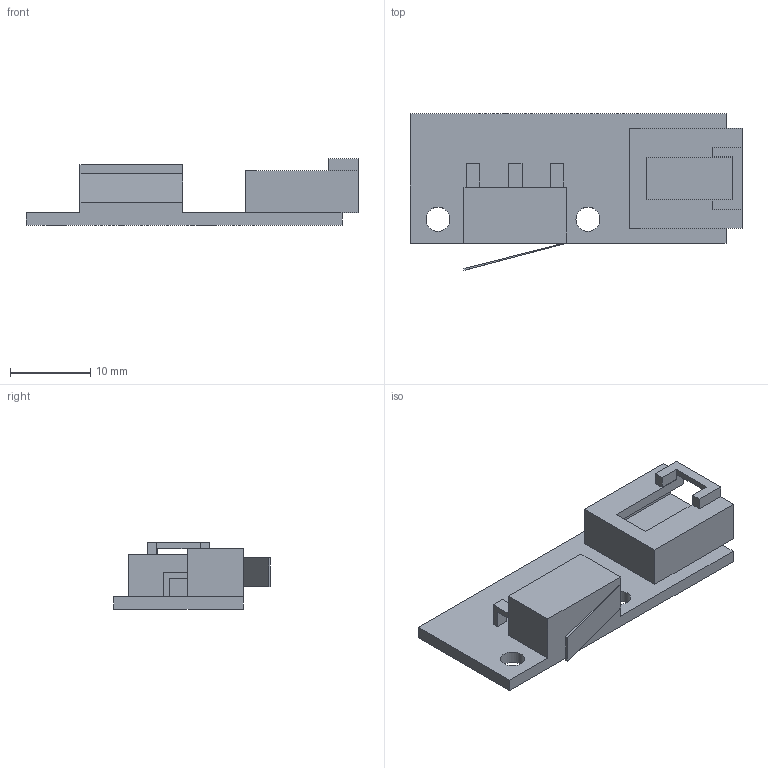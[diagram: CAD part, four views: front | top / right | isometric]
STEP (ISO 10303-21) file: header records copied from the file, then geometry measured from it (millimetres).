
FILE_DESCRIPTION(('FreeCAD Model'),'2;1');
FILE_NAME('Endstop.step','2015-04-20T16:17:18',('Author'),(''), 'Open CASCADE STEP processor 6.8','FreeCAD','Unknown');
FILE_SCHEMA(('AUTOMOTIVE_DESIGN_CC2 { 1 2 10303 214 -1 1 5 4 }'));
Length unit declared in the file: millimetre
Products named in the file (1): C04H010003-z-endstop
Bounding box: 41.5 x 19.59 x 8.35 mm (x, y, z)
Volume: 2109.5 mm3; surface area: 2449 mm2
Topology: 1 solids, 1 shells, 58 faces, 167 edges, 110 vertices
Faces by surface type: plane 56, cylinder 2
Full cylindrical faces by diameter (mm): 3 x2
Entity records: 4473 total; most frequent: CARTESIAN_POINT 676, DIRECTION 617, LINE 487, VECTOR 487, ORIENTED_EDGE 334, PCURVE 334, DEFINITIONAL_REPRESENTATION 334, EDGE_CURVE 167
